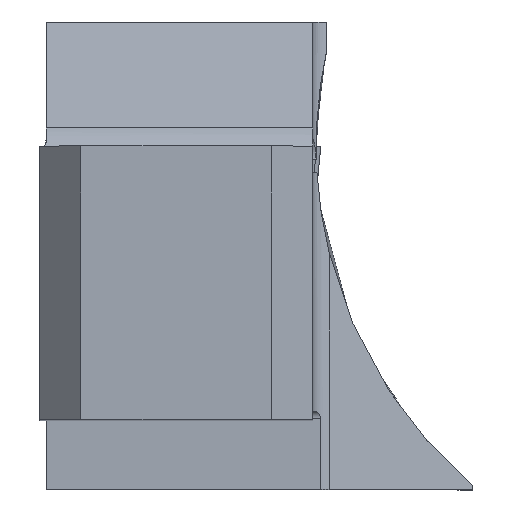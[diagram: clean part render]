
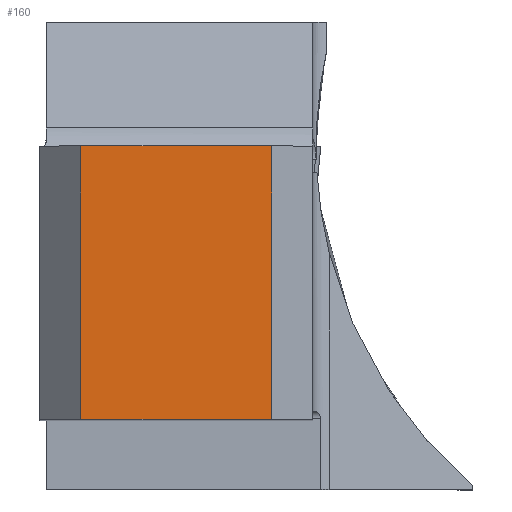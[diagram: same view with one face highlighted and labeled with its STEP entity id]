
A CAD part, top view. The second image highlights one B-rep face of the part: STEP entity #160.
In plain terms, the highlighted planar face has unit normal (0, 0, 1).
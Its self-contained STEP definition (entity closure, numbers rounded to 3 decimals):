
#160=ADVANCED_FACE('CU_BACK_SU1',(#293),#230,.F.);
#230=PLANE('',#1708);
#293=FACE_OUTER_BOUND('',#370,.T.);
#370=EDGE_LOOP('',(#622,#623,#624,#625));
#622=ORIENTED_EDGE('',*,*,#1169,.F.);
#623=ORIENTED_EDGE('',*,*,#1131,.F.);
#624=ORIENTED_EDGE('',*,*,#1170,.T.);
#625=ORIENTED_EDGE('',*,*,#1165,.T.);
#973=VERTEX_POINT('',#2394);
#974=VERTEX_POINT('',#2396);
#993=VERTEX_POINT('',#2489);
#994=VERTEX_POINT('',#2491);
#1131=EDGE_CURVE('',#973,#974,#1321,.T.);
#1165=EDGE_CURVE('',#994,#993,#1347,.T.);
#1169=EDGE_CURVE('',#974,#993,#1350,.T.);
#1170=EDGE_CURVE('',#973,#994,#1351,.T.);
#1321=LINE('',#2395,#1477);
#1347=LINE('',#2490,#1503);
#1350=LINE('',#2497,#1506);
#1351=LINE('',#2498,#1507);
#1477=VECTOR('',#1896,1.);
#1503=VECTOR('',#1954,1.);
#1506=VECTOR('',#1961,1.);
#1507=VECTOR('',#1962,1.);
#1708=AXIS2_PLACEMENT_3D('',#2499,#1963,#1964);
#1896=DIRECTION('',(1.,0.,0.));
#1954=DIRECTION('',(1.,0.,0.));
#1961=DIRECTION('',(0.,-1.,0.));
#1962=DIRECTION('',(0.,-1.,0.));
#1963=DIRECTION('',(0.,0.,-1.));
#1964=DIRECTION('',(1.,0.,0.));
#2394=CARTESIAN_POINT('',(3.,19.925,0.));
#2395=CARTESIAN_POINT('',(110.,19.925,0.));
#2396=CARTESIAN_POINT('',(16.925,19.925,0.));
#2489=CARTESIAN_POINT('',(16.925,0.,0.));
#2490=CARTESIAN_POINT('',(110.,0.,0.));
#2491=CARTESIAN_POINT('',(3.,0.,0.));
#2497=CARTESIAN_POINT('',(16.925,0.,0.));
#2498=CARTESIAN_POINT('',(3.,0.,0.));
#2499=CARTESIAN_POINT('',(-22.996,39.925,0.));
